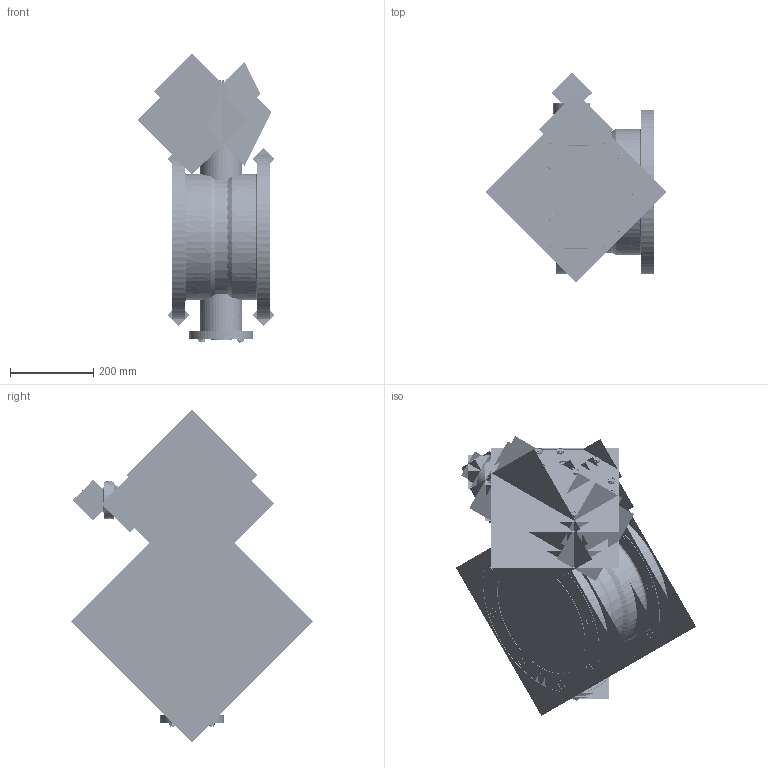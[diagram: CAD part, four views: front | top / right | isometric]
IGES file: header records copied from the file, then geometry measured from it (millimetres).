
Start section:  PTC IGES file: class_250ii_mj_x_mj-10-inch_asm.igs
Global section: file name: class_250ii_mj_x_mj-10-inch_asm.igs; native system: Creo Parametric by Parametric Technology Corporation; preprocessor: 2013050; author: HAPPY; organization: Unknown; date: 20161214.183826; units: inch
Bounding box: 435.24 x 581.52 x 798.02 mm (x, y, z)
Volume: 17194345.9 mm3; surface area: 9850970.5 mm2
Topology: 23 solids, 23 shells, 5338 faces, 29406 edges, 38484 vertices
Faces by surface type: revolution 4728, bspline 610
